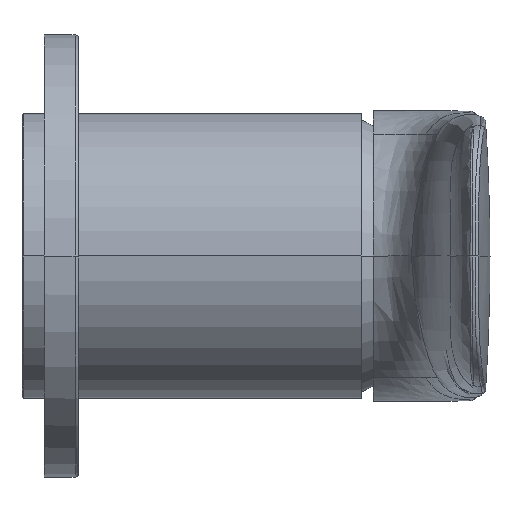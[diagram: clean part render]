
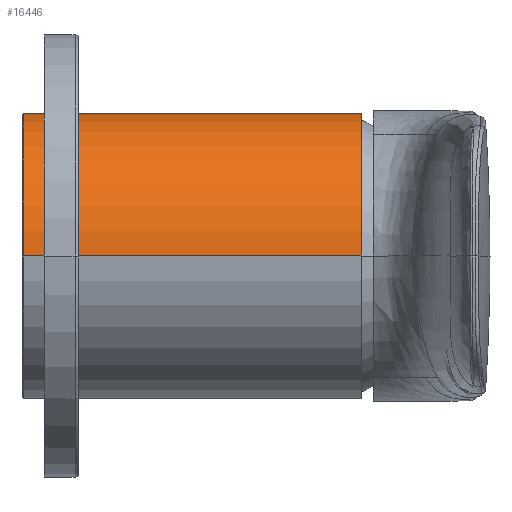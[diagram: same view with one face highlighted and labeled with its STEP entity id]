
A CAD part, left-side view. The second image highlights one B-rep face of the part: STEP entity #16446.
In plain terms, the highlighted cylindrical face has radius 21 mm (diameter 42 mm), a partial arc.
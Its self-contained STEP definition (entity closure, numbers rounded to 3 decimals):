
#16202=CARTESIAN_POINT('',(0.,49.9,0.));
#16203=DIRECTION('',(0.,-1.,0.));
#16204=DIRECTION('',(1.,0.,0.));
#16205=AXIS2_PLACEMENT_3D('',#16202,#16203,#16204);
#16222=DIRECTION('',(0.,1.,0.));
#16223=VECTOR('',#16222,49.7);
#16224=CARTESIAN_POINT('',(-21.,0.2,0.));
#16225=LINE('',#16224,#16223);
#16226=CARTESIAN_POINT('',(0.,0.2,0.));
#16227=DIRECTION('',(0.,1.,0.));
#16228=DIRECTION('',(-1.,0.,0.));
#16229=AXIS2_PLACEMENT_3D('',#16226,#16227,#16228);
#16231=CARTESIAN_POINT('',(0.,0.2,0.));
#16232=DIRECTION('',(0.,1.,0.));
#16233=DIRECTION('',(0.,0.,1.));
#16234=AXIS2_PLACEMENT_3D('',#16231,#16232,#16233);
#16284=DIRECTION('',(0.,1.,0.));
#16285=VECTOR('',#16284,49.7);
#16286=CARTESIAN_POINT('',(21.,0.2,0.));
#16287=LINE('',#16286,#16285);
#16364=CARTESIAN_POINT('',(21.,49.9,0.));
#16365=CARTESIAN_POINT('',(-21.,49.9,0.));
#16366=VERTEX_POINT('',#16364);
#16367=VERTEX_POINT('',#16365);
#16372=CARTESIAN_POINT('',(0.,0.2,21.));
#16373=CARTESIAN_POINT('',(21.,0.2,0.));
#16374=VERTEX_POINT('',#16372);
#16375=VERTEX_POINT('',#16373);
#16376=CARTESIAN_POINT('',(-21.,0.2,0.));
#16377=VERTEX_POINT('',#16376);
#16430=CARTESIAN_POINT('',(0.,52.395,0.));
#16431=DIRECTION('',(0.,-1.,0.));
#16432=DIRECTION('',(-1.,0.,0.));
#16433=AXIS2_PLACEMENT_3D('',#16430,#16431,#16432);
#16434=CYLINDRICAL_SURFACE('',#16433,21.);
#16436=ORIENTED_EDGE('',*,*,#16435,.F.);
#16438=ORIENTED_EDGE('',*,*,#16437,.F.);
#16440=ORIENTED_EDGE('',*,*,#16439,.T.);
#16441=ORIENTED_EDGE('',*,*,#16417,.F.);
#16443=ORIENTED_EDGE('',*,*,#16442,.F.);
#16444=EDGE_LOOP('',(#16436,#16438,#16440,#16441,#16443));
#16445=FACE_OUTER_BOUND('',#16444,.F.);
#16206=CIRCLE('',#16205,21.);
#16230=CIRCLE('',#16229,21.);
#16235=CIRCLE('',#16234,21.);
#16417=EDGE_CURVE('',#16366,#16367,#16206,.T.);
#16435=EDGE_CURVE('',#16374,#16375,#16235,.T.);
#16437=EDGE_CURVE('',#16377,#16374,#16230,.T.);
#16439=EDGE_CURVE('',#16377,#16367,#16225,.T.);
#16442=EDGE_CURVE('',#16375,#16366,#16287,.T.);
#16446=ADVANCED_FACE('',(#16445),#16434,.T.);
